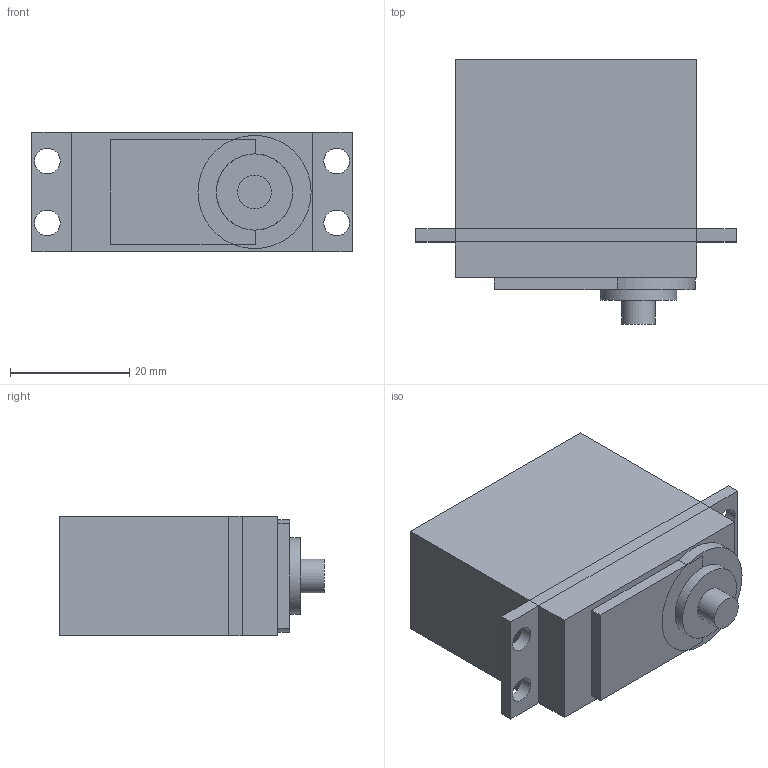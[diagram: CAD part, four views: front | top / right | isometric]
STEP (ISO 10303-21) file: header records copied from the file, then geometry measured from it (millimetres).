
FILE_DESCRIPTION(('FreeCAD Model'),'2;1');
FILE_NAME('Open CASCADE Shape Model','2022-07-09T01:26:20',('Author'),( ''),'Open CASCADE STEP processor 7.5','FreeCAD','Unknown');
FILE_SCHEMA(('AUTOMOTIVE_DESIGN { 1 0 10303 214 1 1 1 1 }'));
Length unit declared in the file: millimetre
Products named in the file (1): servo motor mg996r
Bounding box: 53.8 x 44.4 x 20 mm (x, y, z)
Volume: 31579.2 mm3; surface area: 6977.9 mm2
Topology: 1 solids, 1 shells, 38 faces, 84 edges, 50 vertices
Faces by surface type: plane 30, cylinder 8
Full cylindrical faces by diameter (mm): 4.3 x4, 5.7 x1, 12.8 x1
Entity records: 2140 total; most frequent: CARTESIAN_POINT 417, DIRECTION 308, LINE 179, VECTOR 179, ORIENTED_EDGE 168, PCURVE 168, DEFINITIONAL_REPRESENTATION 168, EDGE_CURVE 84
